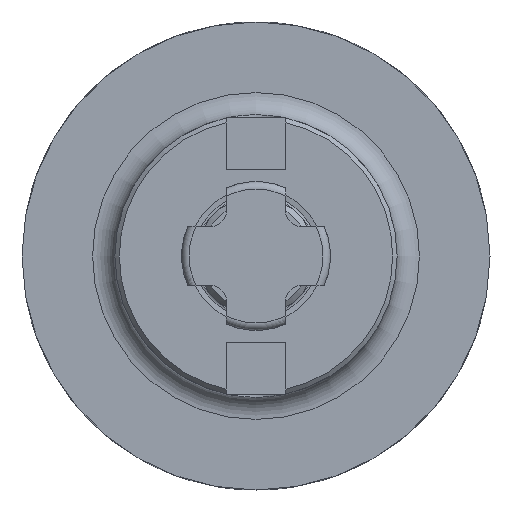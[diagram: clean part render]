
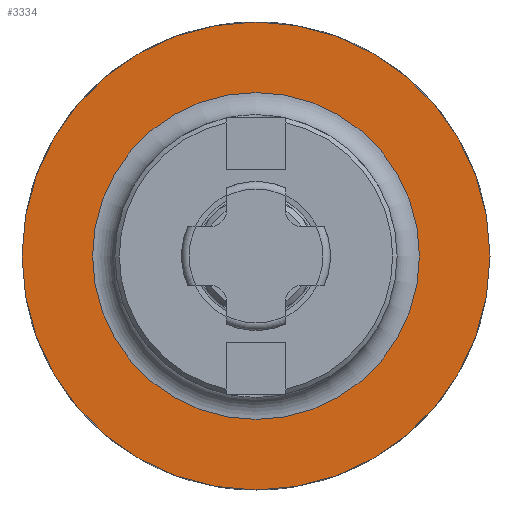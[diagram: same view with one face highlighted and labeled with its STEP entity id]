
A CAD part, left-side view. The second image highlights one B-rep face of the part: STEP entity #3334.
In plain terms, the highlighted planar face has unit normal (-1, 0, 0).
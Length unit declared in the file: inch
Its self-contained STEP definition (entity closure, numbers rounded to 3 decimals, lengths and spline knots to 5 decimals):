
#98=FACE_BOUND('',#699,.T.);
#511=FACE_OUTER_BOUND('',#698,.T.);
#698=EDGE_LOOP('',(#2118,#2119));
#699=EDGE_LOOP('',(#2120,#2121));
#1010=CIRCLE('',#3539,1.24016);
#1011=CIRCLE('',#3540,1.24016);
#1028=CIRCLE('',#3566,0.86614);
#1029=CIRCLE('',#3567,0.86614);
#1207=VERTEX_POINT('',#4843);
#1208=VERTEX_POINT('',#4845);
#1261=VERTEX_POINT('',#5183);
#1262=VERTEX_POINT('',#5184);
#1556=EDGE_CURVE('',#1207,#1208,#1010,.T.);
#1557=EDGE_CURVE('',#1208,#1207,#1011,.T.);
#1610=EDGE_CURVE('',#1261,#1262,#1028,.T.);
#1611=EDGE_CURVE('',#1262,#1261,#1029,.T.);
#2118=ORIENTED_EDGE('',*,*,#1557,.F.);
#2119=ORIENTED_EDGE('',*,*,#1556,.F.);
#2120=ORIENTED_EDGE('',*,*,#1610,.T.);
#2121=ORIENTED_EDGE('',*,*,#1611,.T.);
#3071=PLANE('',#3565);
#3334=ADVANCED_FACE('',(#511,#98),#3071,.T.);
#3539=AXIS2_PLACEMENT_3D('',#4846,#3920,#3921);
#3540=AXIS2_PLACEMENT_3D('',#4847,#3922,#3923);
#3565=AXIS2_PLACEMENT_3D('',#5182,#3980,#3981);
#3566=AXIS2_PLACEMENT_3D('',#5185,#3982,#3983);
#3567=AXIS2_PLACEMENT_3D('',#5186,#3984,#3985);
#3920=DIRECTION('center_axis',(1.,0.,0.));
#3921=DIRECTION('ref_axis',(0.,1.,0.));
#3922=DIRECTION('center_axis',(1.,0.,0.));
#3923=DIRECTION('ref_axis',(0.,1.,0.));
#3980=DIRECTION('center_axis',(-1.,0.,0.));
#3981=DIRECTION('ref_axis',(0.,0.,
1.));
#3982=DIRECTION('center_axis',(1.,0.,0.));
#3983=DIRECTION('ref_axis',(0.,1.,0.));
#3984=DIRECTION('center_axis',(1.,0.,0.));
#3985=DIRECTION('ref_axis',(0.,1.,0.));
#4843=CARTESIAN_POINT('',(3.76586,-1.23461,0.));
#4845=CARTESIAN_POINT('',(3.76586,1.2457,0.));
#4846=CARTESIAN_POINT('Origin',(3.76586,0.00554,0.));
#4847=CARTESIAN_POINT('Origin',(3.76586,0.00554,0.));
#5182=CARTESIAN_POINT('Origin',(3.76586,1.05869,0.));
#5183=CARTESIAN_POINT('',(3.76586,0.87168,0.));
#5184=CARTESIAN_POINT('',(3.76586,0.00554,0.86614));
#5185=CARTESIAN_POINT('Origin',(3.76586,0.00554,0.));
#5186=CARTESIAN_POINT('Origin',(3.76586,0.00554,0.));
